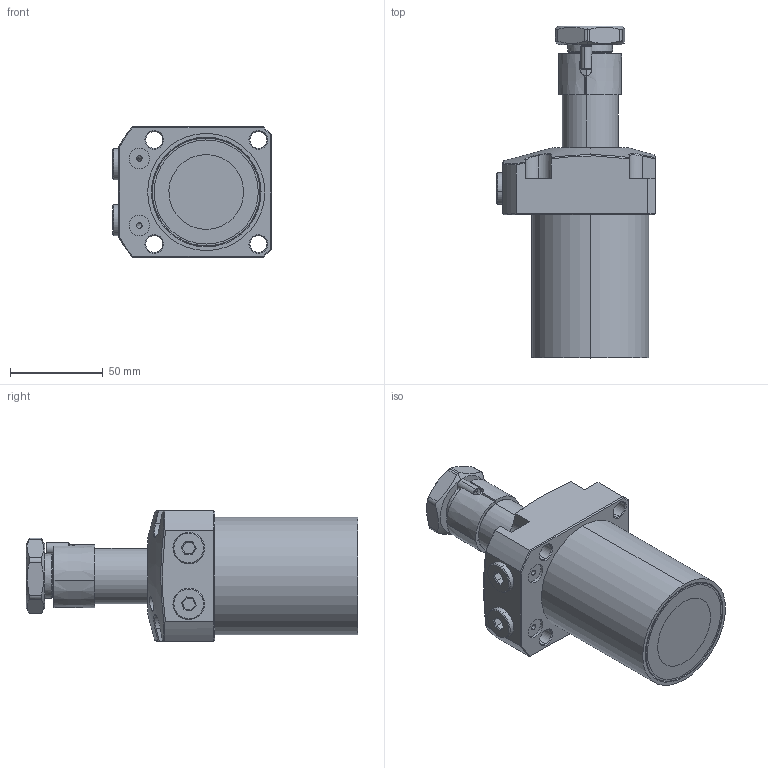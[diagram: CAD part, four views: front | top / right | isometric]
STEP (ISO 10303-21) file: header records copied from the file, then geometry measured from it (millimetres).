
FILE_DESCRIPTION (( 'STEP AP203' ), '1' );
FILE_NAME ('CHA-065PSR-90油压转角缸三维图.STEP', '2019-04-12T09:03:22', ( 'User' ), ( 'china' ), 'SwSTEP 2.0', 'SolidWorks 2018', '' );
FILE_SCHEMA (( 'CONFIG_CONTROL_DESIGN' ));
Length unit declared in the file: millimetre
Products named in the file (10): 活塞杆; 鞠褒情蹟譫M24X1.5; 掛极; 1-4黑芛; hex socket set screws with flat point gb_GB_FASTENER_SCREWS_HSFP M4X5-S; 揤啣袪杶; 綴裔; 隅弇种; S裝; CHA-065PSR-90油压转角缸三维图
Assembly tree (10 placements, depth 2):
  CHA-065PSR-90油压转角缸三维图
    掛极
    1-4黑芛  x2
    hex socket set screws with flat point gb_GB_FASTENER_SCREWS_HSFP M4X5-S
    綴裔
    S裝
    活塞杆
    鞠褒情蹟譫M24X1.5
    揤啣袪杶
    隅弇种
Bounding box: 85.3 x 178.5 x 70 mm (x, y, z)
Volume: 409088.4 mm3; surface area: 101437.6 mm2
Topology: 10 solids, 10 shells, 387 faces, 864 edges, 512 vertices
Faces by surface type: cone 128, plane 117, cylinder 108, bspline 22, torus 12
Entity records: 14126 total; most frequent: CARTESIAN_POINT 5057, DIRECTION 1696, ORIENTED_EDGE 1620, EDGE_CURVE 810, AXIS2_PLACEMENT_3D 671, VERTEX_POINT 484, EDGE_LOOP 408, ADVANCED_FACE 365
